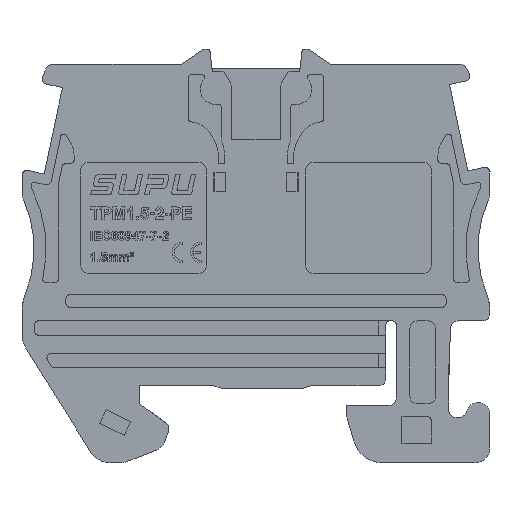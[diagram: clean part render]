
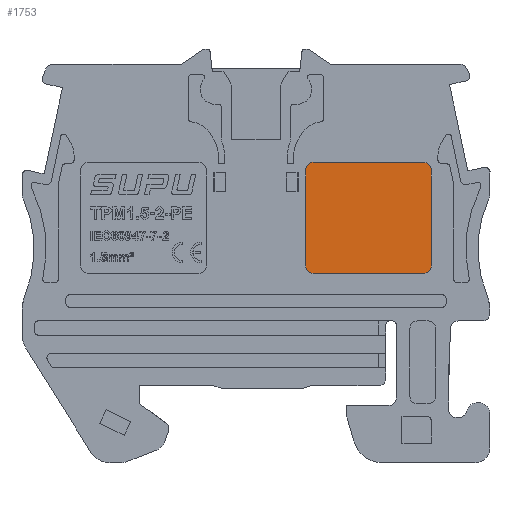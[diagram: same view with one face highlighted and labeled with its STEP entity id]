
A CAD part, left-side view. The second image highlights one B-rep face of the part: STEP entity #1753.
In plain terms, the highlighted planar face has unit normal (-1, 0, 0).
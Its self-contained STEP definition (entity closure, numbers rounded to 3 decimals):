
#465=CIRCLE('',#24907,0.5);
#466=CIRCLE('',#24908,0.5);
#467=CIRCLE('',#24909,0.5);
#468=CIRCLE('',#24910,0.5);
#1753=ADVANCED_FACE('',(#3930),#2905,.T.);
#2905=PLANE('',#24911);
#3930=FACE_OUTER_BOUND('',#5132,.T.);
#5132=EDGE_LOOP('',(#9447,#9448,#9449,#9450,#9451,#9452,#9453,#9454));
#9447=ORIENTED_EDGE('',*,*,#17040,.T.);
#9448=ORIENTED_EDGE('',*,*,#17041,.T.);
#9449=ORIENTED_EDGE('',*,*,#17042,.T.);
#9450=ORIENTED_EDGE('',*,*,#17043,.T.);
#9451=ORIENTED_EDGE('',*,*,#17044,.T.);
#9452=ORIENTED_EDGE('',*,*,#17045,.T.);
#9453=ORIENTED_EDGE('',*,*,#17046,.T.);
#9454=ORIENTED_EDGE('',*,*,#17047,.T.);
#13987=VERTEX_POINT('',#36685);
#13988=VERTEX_POINT('',#36686);
#13989=VERTEX_POINT('',#36688);
#13990=VERTEX_POINT('',#36690);
#13991=VERTEX_POINT('',#36692);
#13992=VERTEX_POINT('',#36694);
#13993=VERTEX_POINT('',#36696);
#13994=VERTEX_POINT('',#36698);
#17040=EDGE_CURVE('',#13987,#13988,#465,.T.);
#17041=EDGE_CURVE('',#13988,#13989,#20379,.T.);
#17042=EDGE_CURVE('',#13989,#13990,#466,.T.);
#17043=EDGE_CURVE('',#13990,#13991,#20380,.T.);
#17044=EDGE_CURVE('',#13991,#13992,#467,.T.);
#17045=EDGE_CURVE('',#13992,#13993,#20381,.T.);
#17046=EDGE_CURVE('',#13993,#13994,#468,.T.);
#17047=EDGE_CURVE('',#13994,#13987,#20382,.T.);
#20379=LINE('',#36687,#23307);
#20380=LINE('',#36691,#23308);
#20381=LINE('',#36695,#23309);
#20382=LINE('',#36699,#23310);
#23307=VECTOR('',#29552,1.);
#23308=VECTOR('',#29555,1.);
#23309=VECTOR('',#29558,1.);
#23310=VECTOR('',#29561,1.);
#24907=AXIS2_PLACEMENT_3D('',#36684,#29550,#29551);
#24908=AXIS2_PLACEMENT_3D('',#36689,#29553,#29554);
#24909=AXIS2_PLACEMENT_3D('',#36693,#29556,#29557);
#24910=AXIS2_PLACEMENT_3D('',#36697,#29559,#29560);
#24911=AXIS2_PLACEMENT_3D('',#36700,#29562,#29563);
#29550=DIRECTION('',(-1.,0.,0.));
#29551=DIRECTION('',(0.,0.,1.));
#29552=DIRECTION('',(0.,0.,-1.));
#29553=DIRECTION('',(-1.,0.,0.));
#29554=DIRECTION('',(0.,1.,0.));
#29555=DIRECTION('',(0.,-1.,0.));
#29556=DIRECTION('',(-1.,0.,0.));
#29557=DIRECTION('',(0.,0.,-1.));
#29558=DIRECTION('',(0.,0.,1.));
#29559=DIRECTION('',(-1.,0.,0.));
#29560=DIRECTION('',(0.,-1.,0.));
#29561=DIRECTION('',(0.,1.,0.));
#29562=DIRECTION('',(-1.,0.,0.));
#29563=DIRECTION('',(0.,0.,-1.));
#36684=CARTESIAN_POINT('',(0.1,11.712,23.5));
#36685=CARTESIAN_POINT('',(0.1,11.712,24.));
#36686=CARTESIAN_POINT('',(0.1,12.212,23.5));
#36687=CARTESIAN_POINT('',(0.1,12.212,23.5));
#36688=CARTESIAN_POINT('',(0.1,12.212,17.144));
#36689=CARTESIAN_POINT('',(0.1,11.712,17.144));
#36690=CARTESIAN_POINT('',(0.1,11.712,16.644));
#36691=CARTESIAN_POINT('',(0.1,11.712,16.644));
#36692=CARTESIAN_POINT('',(0.1,4.4,16.644));
#36693=CARTESIAN_POINT('',(0.1,4.4,17.144));
#36694=CARTESIAN_POINT('',(0.1,3.9,17.144));
#36695=CARTESIAN_POINT('',(0.1,3.9,17.144));
#36696=CARTESIAN_POINT('',(0.1,3.9,23.5));
#36697=CARTESIAN_POINT('',(0.1,4.4,23.5));
#36698=CARTESIAN_POINT('',(0.1,4.4,24.));
#36699=CARTESIAN_POINT('',(0.1,4.4,24.));
#36700=CARTESIAN_POINT('',(0.1,11.712,23.5));
